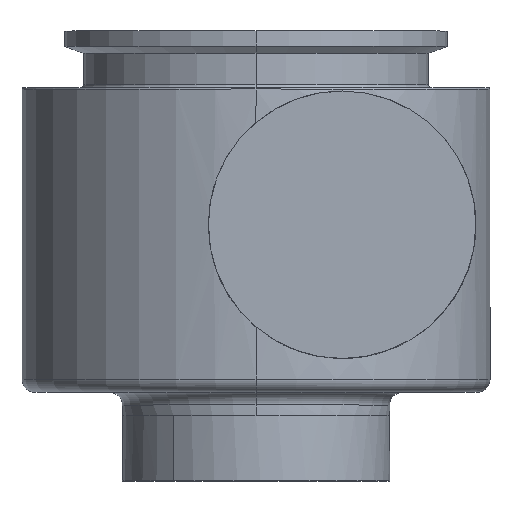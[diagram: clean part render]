
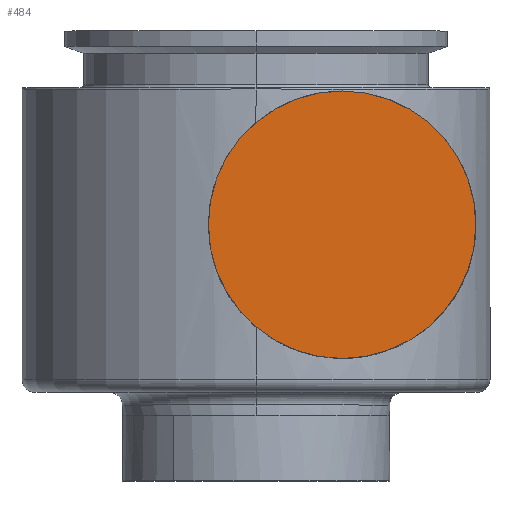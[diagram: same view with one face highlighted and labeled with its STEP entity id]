
A CAD part, top view. The second image highlights one B-rep face of the part: STEP entity #484.
In plain terms, the highlighted planar face has unit normal (0, 0, 1).
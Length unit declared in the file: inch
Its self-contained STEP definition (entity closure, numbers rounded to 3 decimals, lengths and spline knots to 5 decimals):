
#67 = DIRECTION ( 'NONE',  ( 0., 0., -1. ) ) ;
#74 = AXIS2_PLACEMENT_3D ( 'NONE', #140, #67, #962 ) ;
#110 = CARTESIAN_POINT ( 'NONE',  ( 0.805, 0., 3.015 ) ) ;
#138 = CARTESIAN_POINT ( 'NONE',  ( -0.445, 0., 3.015 ) ) ;
#140 = CARTESIAN_POINT ( 'NONE',  ( 0.805, 0., 3.015 ) ) ;
#192 = EDGE_CURVE ( 'NONE', #446, #1131, #466, .T. ) ;
#195 = DIRECTION ( 'NONE',  ( -1., 0., 0. ) ) ;
#224 = EDGE_LOOP ( 'NONE', ( #806, #450 ) ) ;
#234 = CARTESIAN_POINT ( 'NONE',  ( 0.805, 0., 3.015 ) ) ;
#279 = CIRCLE ( 'NONE', #1087, 1.25 ) ;
#312 = DIRECTION ( 'NONE',  ( -1., 0., 0. ) ) ;
#446 = VERTEX_POINT ( 'NONE', #812 ) ;
#450 = ORIENTED_EDGE ( 'NONE', *, *, #192, .F. ) ;
#466 = CIRCLE ( 'NONE', #1016, 1.25 ) ;
#484 = ADVANCED_FACE ( 'NONE', ( #579 ), #856, .F. ) ;
#579 = FACE_OUTER_BOUND ( 'NONE', #224, .T. ) ;
#735 = DIRECTION ( 'NONE',  ( 0., 0., -1. ) ) ;
#745 = EDGE_CURVE ( 'NONE', #1131, #446, #279, .T. ) ;
#806 = ORIENTED_EDGE ( 'NONE', *, *, #745, .F. ) ;
#812 = CARTESIAN_POINT ( 'NONE',  ( 2.055, 0., 3.015 ) ) ;
#847 = DIRECTION ( 'NONE',  ( 0., 0., -1. ) ) ;
#856 = PLANE ( 'NONE',  #74 ) ;
#962 = DIRECTION ( 'NONE',  ( -1., 0., 0. ) ) ;
#1016 = AXIS2_PLACEMENT_3D ( 'NONE', #234, #847, #312 ) ;
#1087 = AXIS2_PLACEMENT_3D ( 'NONE', #110, #735, #195 ) ;
#1131 = VERTEX_POINT ( 'NONE', #138 ) ;
